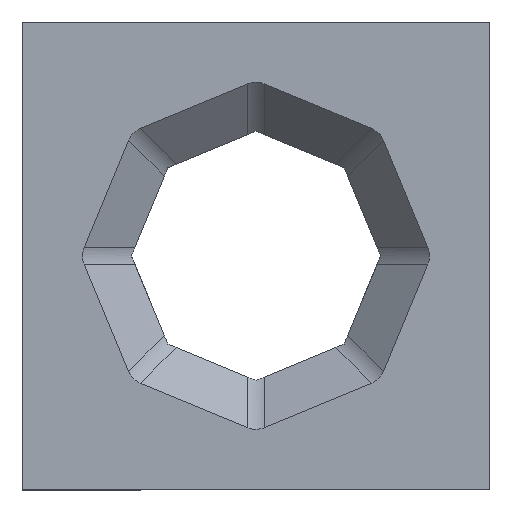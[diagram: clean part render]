
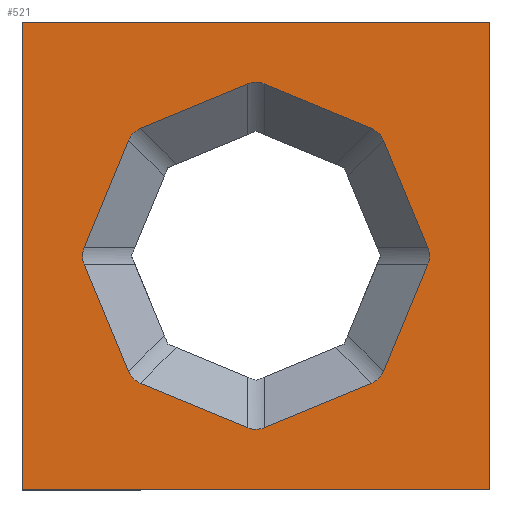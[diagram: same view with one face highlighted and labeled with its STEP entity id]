
A CAD part, top view. The second image highlights one B-rep face of the part: STEP entity #521.
In plain terms, the highlighted planar face has unit normal (0, 0, 1).
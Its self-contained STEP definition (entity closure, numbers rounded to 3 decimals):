
#157 = VERTEX_POINT('',#158);
#158 = CARTESIAN_POINT('',(0.541,11.023,0.));
#164 = EDGE_CURVE('',#165,#157,#167,.T.);
#165 = VERTEX_POINT('',#166);
#166 = CARTESIAN_POINT('',(-0.541,11.023,0.));
#167 = ELLIPSE('',#168,2.947,2.);
#168 = AXIS2_PLACEMENT_3D('',#169,#170,#171);
#169 = CARTESIAN_POINT('',(0.,8.186,0.));
#170 = DIRECTION('',(0.,0.,-1.));
#171 = DIRECTION('',(0.,1.,0.));
#343 = VERTEX_POINT('',#344);
#344 = CARTESIAN_POINT('',(-7.412,8.177,0.));
#350 = EDGE_CURVE('',#165,#343,#351,.T.);
#351 = LINE('',#352,#353);
#352 = CARTESIAN_POINT('',(-1.148,10.772,0.));
#353 = VECTOR('',#354,1.);
#354 = DIRECTION('',(-0.924,-0.383,0.));
#410 = VERTEX_POINT('',#411);
#411 = CARTESIAN_POINT('',(-8.177,7.412,0.));
#417 = EDGE_CURVE('',#343,#410,#418,.T.);
#418 = ELLIPSE('',#419,2.947,2.);
#419 = AXIS2_PLACEMENT_3D('',#420,#421,#422);
#420 = CARTESIAN_POINT('',(-5.788,5.788,0.));
#421 = DIRECTION('',(0.,0.,1.));
#422 = DIRECTION('',(-0.707,0.707,0.));
#478 = VERTEX_POINT('',#479);
#479 = CARTESIAN_POINT('',(8.177,7.412,0.));
#485 = EDGE_CURVE('',#486,#478,#488,.T.);
#486 = VERTEX_POINT('',#487);
#487 = CARTESIAN_POINT('',(7.412,8.177,0.));
#488 = ELLIPSE('',#489,2.947,2.);
#489 = AXIS2_PLACEMENT_3D('',#490,#491,#492);
#490 = CARTESIAN_POINT('',(5.788,5.788,0.));
#491 = DIRECTION('',(0.,0.,-1.));
#492 = DIRECTION('',(0.707,0.707,0.));
#510 = EDGE_CURVE('',#486,#157,#511,.T.);
#511 = LINE('',#512,#513);
#512 = CARTESIAN_POINT('',(6.805,8.428,0.));
#513 = VECTOR('',#514,1.);
#514 = DIRECTION('',(-0.924,0.383,0.));
#521 = ADVANCED_FACE('',(#522,#620),#654,.T.);
#522 = FACE_BOUND('',#523,.T.);
#523 = EDGE_LOOP('',(#524,#525,#526,#534,#543,#551,#560,#568,#577,#585,
    #594,#602,#611,#617,#618,#619));
#524 = ORIENTED_EDGE('',*,*,#510,.F.);
#525 = ORIENTED_EDGE('',*,*,#485,.T.);
#526 = ORIENTED_EDGE('',*,*,#527,.F.);
#527 = EDGE_CURVE('',#528,#478,#530,.T.);
#528 = VERTEX_POINT('',#529);
#529 = CARTESIAN_POINT('',(11.023,0.541,0.));
#530 = LINE('',#531,#532);
#531 = CARTESIAN_POINT('',(10.772,1.148,0.));
#532 = VECTOR('',#533,1.);
#533 = DIRECTION('',(-0.383,0.924,0.));
#534 = ORIENTED_EDGE('',*,*,#535,.T.);
#535 = EDGE_CURVE('',#528,#536,#538,.T.);
#536 = VERTEX_POINT('',#537);
#537 = CARTESIAN_POINT('',(11.023,-0.541,0.));
#538 = ELLIPSE('',#539,2.947,2.);
#539 = AXIS2_PLACEMENT_3D('',#540,#541,#542);
#540 = CARTESIAN_POINT('',(8.186,0.,0.));
#541 = DIRECTION('',(0.,0.,-1.));
#542 = DIRECTION('',(1.,0.,0.));
#543 = ORIENTED_EDGE('',*,*,#544,.F.);
#544 = EDGE_CURVE('',#545,#536,#547,.T.);
#545 = VERTEX_POINT('',#546);
#546 = CARTESIAN_POINT('',(8.177,-7.412,0.));
#547 = LINE('',#548,#549);
#548 = CARTESIAN_POINT('',(8.428,-6.805,0.));
#549 = VECTOR('',#550,1.);
#550 = DIRECTION('',(0.383,0.924,0.));
#551 = ORIENTED_EDGE('',*,*,#552,.T.);
#552 = EDGE_CURVE('',#545,#553,#555,.T.);
#553 = VERTEX_POINT('',#554);
#554 = CARTESIAN_POINT('',(7.412,-8.177,0.));
#555 = ELLIPSE('',#556,2.947,2.);
#556 = AXIS2_PLACEMENT_3D('',#557,#558,#559);
#557 = CARTESIAN_POINT('',(5.788,-5.788,0.));
#558 = DIRECTION('',(0.,-0.,-1.));
#559 = DIRECTION('',(0.707,-0.707,0.));
#560 = ORIENTED_EDGE('',*,*,#561,.F.);
#561 = EDGE_CURVE('',#562,#553,#564,.T.);
#562 = VERTEX_POINT('',#563);
#563 = CARTESIAN_POINT('',(0.541,-11.023,0.));
#564 = LINE('',#565,#566);
#565 = CARTESIAN_POINT('',(1.148,-10.772,0.));
#566 = VECTOR('',#567,1.);
#567 = DIRECTION('',(0.924,0.383,0.));
#568 = ORIENTED_EDGE('',*,*,#569,.T.);
#569 = EDGE_CURVE('',#562,#570,#572,.T.);
#570 = VERTEX_POINT('',#571);
#571 = CARTESIAN_POINT('',(-0.541,-11.023,0.));
#572 = ELLIPSE('',#573,2.947,2.);
#573 = AXIS2_PLACEMENT_3D('',#574,#575,#576);
#574 = CARTESIAN_POINT('',(0.,-8.186,0.));
#575 = DIRECTION('',(-0.,-0.,-1.));
#576 = DIRECTION('',(0.,-1.,0.));
#577 = ORIENTED_EDGE('',*,*,#578,.F.);
#578 = EDGE_CURVE('',#579,#570,#581,.T.);
#579 = VERTEX_POINT('',#580);
#580 = CARTESIAN_POINT('',(-7.412,-8.177,0.));
#581 = LINE('',#582,#583);
#582 = CARTESIAN_POINT('',(-6.805,-8.428,0.));
#583 = VECTOR('',#584,1.);
#584 = DIRECTION('',(0.924,-0.383,0.));
#585 = ORIENTED_EDGE('',*,*,#586,.F.);
#586 = EDGE_CURVE('',#587,#579,#589,.T.);
#587 = VERTEX_POINT('',#588);
#588 = CARTESIAN_POINT('',(-8.177,-7.412,0.));
#589 = ELLIPSE('',#590,2.947,2.);
#590 = AXIS2_PLACEMENT_3D('',#591,#592,#593);
#591 = CARTESIAN_POINT('',(-5.788,-5.788,0.));
#592 = DIRECTION('',(0.,0.,1.));
#593 = DIRECTION('',(-0.707,-0.707,0.));
#594 = ORIENTED_EDGE('',*,*,#595,.F.);
#595 = EDGE_CURVE('',#596,#587,#598,.T.);
#596 = VERTEX_POINT('',#597);
#597 = CARTESIAN_POINT('',(-11.023,-0.541,0.));
#598 = LINE('',#599,#600);
#599 = CARTESIAN_POINT('',(-10.772,-1.148,0.));
#600 = VECTOR('',#601,1.);
#601 = DIRECTION('',(0.383,-0.924,0.));
#602 = ORIENTED_EDGE('',*,*,#603,.F.);
#603 = EDGE_CURVE('',#604,#596,#606,.T.);
#604 = VERTEX_POINT('',#605);
#605 = CARTESIAN_POINT('',(-11.023,0.541,0.));
#606 = ELLIPSE('',#607,2.947,2.);
#607 = AXIS2_PLACEMENT_3D('',#608,#609,#610);
#608 = CARTESIAN_POINT('',(-8.186,0.,0.));
#609 = DIRECTION('',(0.,0.,1.));
#610 = DIRECTION('',(-1.,0.,0.));
#611 = ORIENTED_EDGE('',*,*,#612,.F.);
#612 = EDGE_CURVE('',#410,#604,#613,.T.);
#613 = LINE('',#614,#615);
#614 = CARTESIAN_POINT('',(-8.428,6.805,0.));
#615 = VECTOR('',#616,1.);
#616 = DIRECTION('',(-0.383,-0.924,0.));
#617 = ORIENTED_EDGE('',*,*,#417,.F.);
#618 = ORIENTED_EDGE('',*,*,#350,.F.);
#619 = ORIENTED_EDGE('',*,*,#164,.T.);
#620 = FACE_BOUND('',#621,.T.);
#621 = EDGE_LOOP('',(#622,#632,#640,#648));
#622 = ORIENTED_EDGE('',*,*,#623,.T.);
#623 = EDGE_CURVE('',#624,#626,#628,.T.);
#624 = VERTEX_POINT('',#625);
#625 = CARTESIAN_POINT('',(15.,-15.,0.));
#626 = VERTEX_POINT('',#627);
#627 = CARTESIAN_POINT('',(15.,15.,0.));
#628 = LINE('',#629,#630);
#629 = CARTESIAN_POINT('',(15.,-15.,0.));
#630 = VECTOR('',#631,1.);
#631 = DIRECTION('',(0.,1.,0.));
#632 = ORIENTED_EDGE('',*,*,#633,.T.);
#633 = EDGE_CURVE('',#626,#634,#636,.T.);
#634 = VERTEX_POINT('',#635);
#635 = CARTESIAN_POINT('',(-15.,15.,0.));
#636 = LINE('',#637,#638);
#637 = CARTESIAN_POINT('',(15.,15.,0.));
#638 = VECTOR('',#639,1.);
#639 = DIRECTION('',(-1.,0.,0.));
#640 = ORIENTED_EDGE('',*,*,#641,.T.);
#641 = EDGE_CURVE('',#634,#642,#644,.T.);
#642 = VERTEX_POINT('',#643);
#643 = CARTESIAN_POINT('',(-15.,-15.,0.));
#644 = LINE('',#645,#646);
#645 = CARTESIAN_POINT('',(-15.,15.,0.));
#646 = VECTOR('',#647,1.);
#647 = DIRECTION('',(0.,-1.,0.));
#648 = ORIENTED_EDGE('',*,*,#649,.T.);
#649 = EDGE_CURVE('',#642,#624,#650,.T.);
#650 = LINE('',#651,#652);
#651 = CARTESIAN_POINT('',(-15.,-15.,0.));
#652 = VECTOR('',#653,1.);
#653 = DIRECTION('',(1.,0.,0.));
#654 = PLANE('',#655);
#655 = AXIS2_PLACEMENT_3D('',#656,#657,#658);
#656 = CARTESIAN_POINT('',(0.,0.,0.));
#657 = DIRECTION('',(0.,0.,1.));
#658 = DIRECTION('',(1.,0.,0.));
